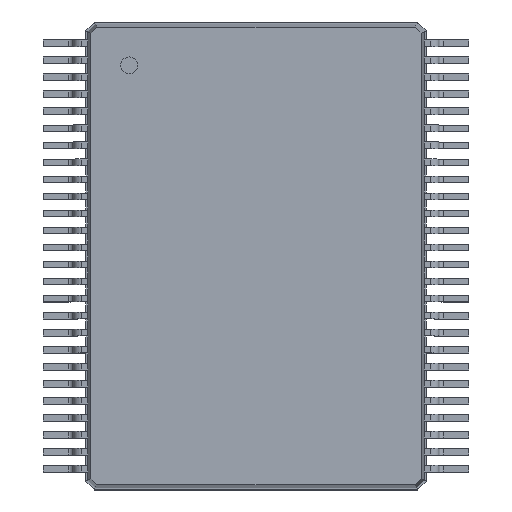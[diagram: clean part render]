
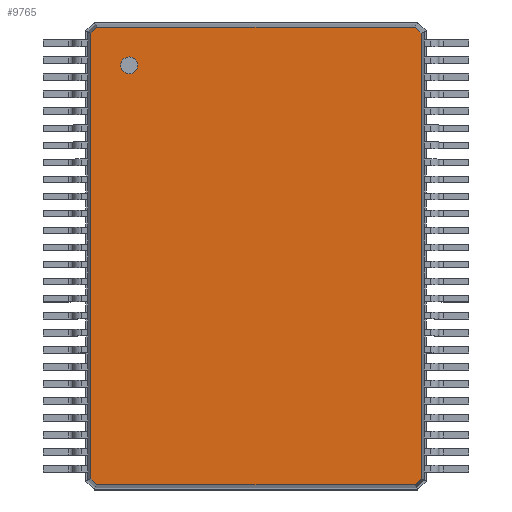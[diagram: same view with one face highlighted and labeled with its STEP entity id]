
A CAD part, top view. The second image highlights one B-rep face of the part: STEP entity #9765.
In plain terms, the highlighted planar face has unit normal (0, 0, 1).
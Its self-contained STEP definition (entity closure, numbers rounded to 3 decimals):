
#3052 = VERTEX_POINT('',#3053);
#3053 = CARTESIAN_POINT('',(3.879,-5.239,1.2));
#3058 = EDGE_CURVE('',#3059,#3052,#3061,.T.);
#3059 = VERTEX_POINT('',#3060);
#3060 = CARTESIAN_POINT('',(3.879,5.239,1.2));
#3061 = LINE('',#3062,#3063);
#3062 = CARTESIAN_POINT('',(3.879,5.239,1.2));
#3063 = VECTOR('',#3064,1.);
#3064 = DIRECTION('',(0.,-1.,0.));
#9748 = VERTEX_POINT('',#9749);
#9749 = CARTESIAN_POINT('',(3.739,-5.379,1.2));
#9754 = EDGE_CURVE('',#3052,#9748,#9755,.T.);
#9755 = LINE('',#9756,#9757);
#9756 = CARTESIAN_POINT('',(3.879,-5.239,1.2));
#9757 = VECTOR('',#9758,1.);
#9758 = DIRECTION('',(-0.707,-0.707,0.));
#9765 = ADVANCED_FACE('',(#9766,#9816),#9827,.F.);
#9766 = FACE_BOUND('',#9767,.F.);
#9767 = EDGE_LOOP('',(#9768,#9778,#9784,#9785,#9786,#9794,#9802,#9810));
#9768 = ORIENTED_EDGE('',*,*,#9769,.T.);
#9769 = EDGE_CURVE('',#9770,#9772,#9774,.T.);
#9770 = VERTEX_POINT('',#9771);
#9771 = CARTESIAN_POINT('',(-3.739,5.379,1.2));
#9772 = VERTEX_POINT('',#9773);
#9773 = CARTESIAN_POINT('',(3.739,5.379,1.2));
#9774 = LINE('',#9775,#9776);
#9775 = CARTESIAN_POINT('',(-3.739,5.379,1.2));
#9776 = VECTOR('',#9777,1.);
#9777 = DIRECTION('',(1.,0.,0.));
#9778 = ORIENTED_EDGE('',*,*,#9779,.T.);
#9779 = EDGE_CURVE('',#9772,#3059,#9780,.T.);
#9780 = LINE('',#9781,#9782);
#9781 = CARTESIAN_POINT('',(3.739,5.379,1.2));
#9782 = VECTOR('',#9783,1.);
#9783 = DIRECTION('',(0.707,-0.707,0.));
#9784 = ORIENTED_EDGE('',*,*,#3058,.T.);
#9785 = ORIENTED_EDGE('',*,*,#9754,.T.);
#9786 = ORIENTED_EDGE('',*,*,#9787,.T.);
#9787 = EDGE_CURVE('',#9748,#9788,#9790,.T.);
#9788 = VERTEX_POINT('',#9789);
#9789 = CARTESIAN_POINT('',(-3.739,-5.379,1.2));
#9790 = LINE('',#9791,#9792);
#9791 = CARTESIAN_POINT('',(3.739,-5.379,1.2));
#9792 = VECTOR('',#9793,1.);
#9793 = DIRECTION('',(-1.,0.,0.));
#9794 = ORIENTED_EDGE('',*,*,#9795,.T.);
#9795 = EDGE_CURVE('',#9788,#9796,#9798,.T.);
#9796 = VERTEX_POINT('',#9797);
#9797 = CARTESIAN_POINT('',(-3.879,-5.239,1.2));
#9798 = LINE('',#9799,#9800);
#9799 = CARTESIAN_POINT('',(-3.739,-5.379,1.2));
#9800 = VECTOR('',#9801,1.);
#9801 = DIRECTION('',(-0.707,0.707,0.));
#9802 = ORIENTED_EDGE('',*,*,#9803,.T.);
#9803 = EDGE_CURVE('',#9796,#9804,#9806,.T.);
#9804 = VERTEX_POINT('',#9805);
#9805 = CARTESIAN_POINT('',(-3.879,5.239,1.2));
#9806 = LINE('',#9807,#9808);
#9807 = CARTESIAN_POINT('',(-3.879,-5.239,1.2));
#9808 = VECTOR('',#9809,1.);
#9809 = DIRECTION('',(0.,1.,0.));
#9810 = ORIENTED_EDGE('',*,*,#9811,.T.);
#9811 = EDGE_CURVE('',#9804,#9770,#9812,.T.);
#9812 = LINE('',#9813,#9814);
#9813 = CARTESIAN_POINT('',(-3.879,5.239,1.2));
#9814 = VECTOR('',#9815,1.);
#9815 = DIRECTION('',(0.707,0.707,0.));
#9816 = FACE_BOUND('',#9817,.F.);
#9817 = EDGE_LOOP('',(#9818));
#9818 = ORIENTED_EDGE('',*,*,#9819,.T.);
#9819 = EDGE_CURVE('',#9820,#9820,#9822,.T.);
#9820 = VERTEX_POINT('',#9821);
#9821 = CARTESIAN_POINT('',(-2.979,4.279,1.2));
#9822 = CIRCLE('',#9823,0.2);
#9823 = AXIS2_PLACEMENT_3D('',#9824,#9825,#9826);
#9824 = CARTESIAN_POINT('',(-2.979,4.479,1.2));
#9825 = DIRECTION('',(0.,0.,1.));
#9826 = DIRECTION('',(0.,-1.,0.));
#9827 = PLANE('',#9828);
#9828 = AXIS2_PLACEMENT_3D('',#9829,#9830,#9831);
#9829 = CARTESIAN_POINT('',(-3.739,5.379,1.2));
#9830 = DIRECTION('',(0.,-0.,-1.));
#9831 = DIRECTION('',(0.571,-0.821,0.));
